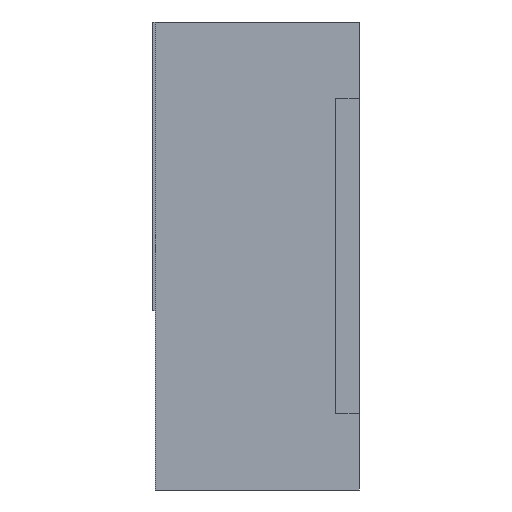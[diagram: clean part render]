
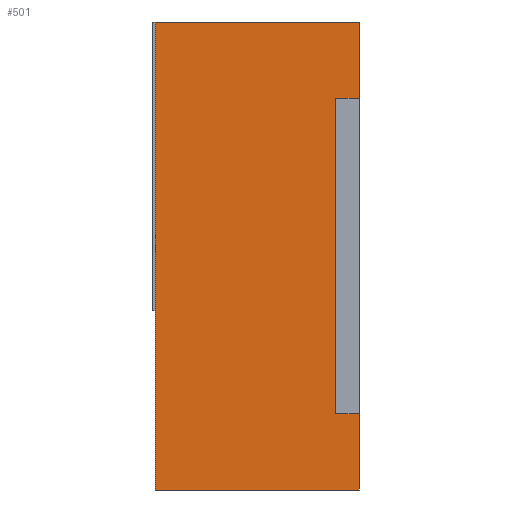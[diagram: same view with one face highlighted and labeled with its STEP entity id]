
A CAD part, left-side view. The second image highlights one B-rep face of the part: STEP entity #501.
In plain terms, the highlighted planar face has unit normal (-1, 0, 0).
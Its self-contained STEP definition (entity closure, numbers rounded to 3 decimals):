
#24 = CARTESIAN_POINT ( 'NONE',  ( 0., 1., -3.2 ) ) ;
#44 = VECTOR ( 'NONE', #683, 1000. ) ;
#90 = VERTEX_POINT ( 'NONE', #1296 ) ;
#91 = DIRECTION ( 'NONE',  ( 1., 0., 0. ) ) ;
#129 = EDGE_CURVE ( 'NONE', #90, #442, #813, .T. ) ;
#145 = CARTESIAN_POINT ( 'NONE',  ( 0., 1., -16.5 ) ) ;
#199 = ORIENTED_EDGE ( 'NONE', *, *, #129, .F. ) ;
#213 = VECTOR ( 'NONE', #1567, 1000. ) ;
#227 = ORIENTED_EDGE ( 'NONE', *, *, #1113, .F. ) ;
#229 = ORIENTED_EDGE ( 'NONE', *, *, #1247, .F. ) ;
#242 = VECTOR ( 'NONE', #871, 1000. ) ;
#317 = CARTESIAN_POINT ( 'NONE',  ( 0., 8.6, 0. ) ) ;
#327 = VECTOR ( 'NONE', #767, 1000. ) ;
#380 = VECTOR ( 'NONE', #1211, 1000. ) ;
#442 = VERTEX_POINT ( 'NONE', #732 ) ;
#475 = LINE ( 'NONE', #1524, #984 ) ;
#501 = ADVANCED_FACE ( 'NONE', ( #974 ), #1490, .F. ) ;
#534 = ORIENTED_EDGE ( 'NONE', *, *, #1426, .F. ) ;
#536 = LINE ( 'NONE', #145, #44 ) ;
#563 = DIRECTION ( 'NONE',  ( 0., -1., 0. ) ) ;
#645 = VERTEX_POINT ( 'NONE', #1264 ) ;
#657 = LINE ( 'NONE', #1607, #380 ) ;
#662 = EDGE_CURVE ( 'NONE', #681, #1663, #475, .T. ) ;
#674 = EDGE_CURVE ( 'NONE', #90, #746, #1310, .T. ) ;
#681 = VERTEX_POINT ( 'NONE', #938 ) ;
#683 = DIRECTION ( 'NONE',  ( 0., 0., -1. ) ) ;
#694 = LINE ( 'NONE', #1624, #1176 ) ;
#732 = CARTESIAN_POINT ( 'NONE',  ( 0., 8.6, 0. ) ) ;
#746 = VERTEX_POINT ( 'NONE', #920 ) ;
#767 = DIRECTION ( 'NONE',  ( 0., 0., 1. ) ) ;
#803 = VERTEX_POINT ( 'NONE', #24 ) ;
#813 = LINE ( 'NONE', #1332, #1154 ) ;
#820 = EDGE_CURVE ( 'NONE', #442, #1663, #694, .T. ) ;
#871 = DIRECTION ( 'NONE',  ( 0., -1., 0. ) ) ;
#920 = CARTESIAN_POINT ( 'NONE',  ( 0., 0., -19.7 ) ) ;
#929 = CARTESIAN_POINT ( 'NONE',  ( 0., 0., 0. ) ) ;
#938 = CARTESIAN_POINT ( 'NONE',  ( 0., 0., -3.2 ) ) ;
#974 = FACE_OUTER_BOUND ( 'NONE', #1236, .T. ) ;
#984 = VECTOR ( 'NONE', #1397, 1000. ) ;
#996 = ORIENTED_EDGE ( 'NONE', *, *, #820, .F. ) ;
#1023 = EDGE_CURVE ( 'NONE', #746, #1096, #1033, .T. ) ;
#1033 = LINE ( 'NONE', #929, #327 ) ;
#1096 = VERTEX_POINT ( 'NONE', #1585 ) ;
#1113 = EDGE_CURVE ( 'NONE', #803, #645, #536, .T. ) ;
#1114 = CARTESIAN_POINT ( 'NONE',  ( 0., 0., 0. ) ) ;
#1154 = VECTOR ( 'NONE', #1437, 1000. ) ;
#1176 = VECTOR ( 'NONE', #563, 1000. ) ;
#1211 = DIRECTION ( 'NONE',  ( 0., 1., 0. ) ) ;
#1236 = EDGE_LOOP ( 'NONE', ( #229, #227, #534, #1635, #996, #199, #1694, #1642 ) ) ;
#1247 = EDGE_CURVE ( 'NONE', #645, #1096, #1649, .T. ) ;
#1264 = CARTESIAN_POINT ( 'NONE',  ( 0., 1., -16.5 ) ) ;
#1296 = CARTESIAN_POINT ( 'NONE',  ( 0., 8.6, -19.7 ) ) ;
#1310 = LINE ( 'NONE', #1433, #213 ) ;
#1332 = CARTESIAN_POINT ( 'NONE',  ( 0., 8.6, 0. ) ) ;
#1397 = DIRECTION ( 'NONE',  ( 0., 0., 1. ) ) ;
#1426 = EDGE_CURVE ( 'NONE', #681, #803, #657, .T. ) ;
#1433 = CARTESIAN_POINT ( 'NONE',  ( 0., 8.6, -19.7 ) ) ;
#1437 = DIRECTION ( 'NONE',  ( 0., 0., 1. ) ) ;
#1490 = PLANE ( 'NONE',  #1578 ) ;
#1515 = CARTESIAN_POINT ( 'NONE',  ( 0., 0., -16.5 ) ) ;
#1521 = DIRECTION ( 'NONE',  ( 0., 0., -1. ) ) ;
#1524 = CARTESIAN_POINT ( 'NONE',  ( 0., 0., 0. ) ) ;
#1567 = DIRECTION ( 'NONE',  ( 0., -1., 0. ) ) ;
#1578 = AXIS2_PLACEMENT_3D ( 'NONE', #317, #91, #1521 ) ;
#1585 = CARTESIAN_POINT ( 'NONE',  ( 0., 0., -16.5 ) ) ;
#1607 = CARTESIAN_POINT ( 'NONE',  ( 0., 0., -3.2 ) ) ;
#1624 = CARTESIAN_POINT ( 'NONE',  ( 0., 8.6, 0. ) ) ;
#1635 = ORIENTED_EDGE ( 'NONE', *, *, #662, .T. ) ;
#1642 = ORIENTED_EDGE ( 'NONE', *, *, #1023, .T. ) ;
#1649 = LINE ( 'NONE', #1515, #242 ) ;
#1663 = VERTEX_POINT ( 'NONE', #1114 ) ;
#1694 = ORIENTED_EDGE ( 'NONE', *, *, #674, .T. ) ;
